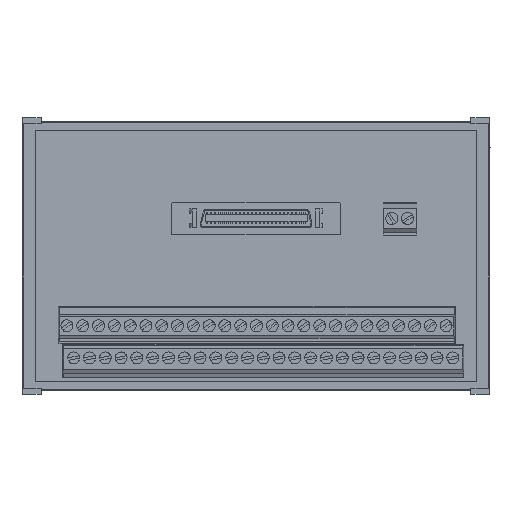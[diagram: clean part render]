
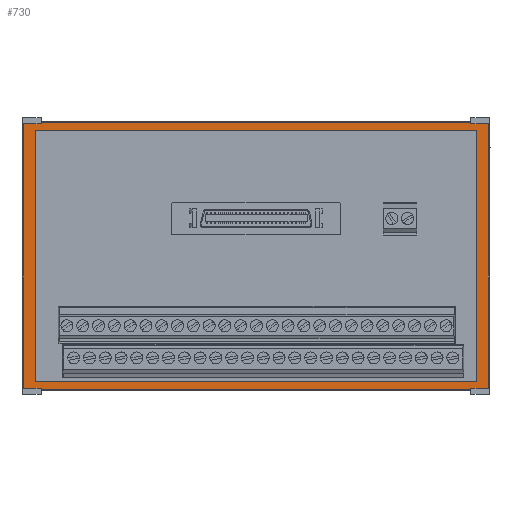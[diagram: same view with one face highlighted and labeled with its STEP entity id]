
A CAD part, top view. The second image highlights one B-rep face of the part: STEP entity #730.
In plain terms, the highlighted planar face has unit normal (0, 0, 1).
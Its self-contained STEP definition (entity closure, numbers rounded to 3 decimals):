
#84 = ORIENTED_EDGE ( 'NONE', *, *, #10601, .F. ) ;
#191 = EDGE_CURVE ( 'NONE', #40722, #17585, #24591, .T. ) ;
#222 = DIRECTION ( 'NONE',  ( 0., 1., 0. ) ) ;
#555 = EDGE_CURVE ( 'NONE', #16432, #39171, #26076, .T. ) ;
#730 = ADVANCED_FACE ( 'NONE', ( #13022, #39606 ), #38453, .T. ) ;
#783 = DIRECTION ( 'NONE',  ( 1., 0., 0. ) ) ;
#1062 = VECTOR ( 'NONE', #37321, 1000. ) ;
#1272 = EDGE_CURVE ( 'NONE', #1301, #38255, #34488, .T. ) ;
#1288 = CARTESIAN_POINT ( 'NONE',  ( 69.187, -19.99, 0. ) ) ;
#1301 = VERTEX_POINT ( 'NONE', #35675 ) ;
#1584 = EDGE_CURVE ( 'NONE', #38255, #28100, #15116, .T. ) ;
#2019 = AXIS2_PLACEMENT_3D ( 'NONE', #19248, #23287, #36451 ) ;
#2296 = CARTESIAN_POINT ( 'NONE',  ( 69.187, 58.784, 0. ) ) ;
#3825 = EDGE_CURVE ( 'NONE', #29028, #1301, #21971, .T. ) ;
#4566 = EDGE_LOOP ( 'NONE', ( #12962, #22315, #6974, #15936 ) ) ;
#4973 = DIRECTION ( 'NONE',  ( 0., -1., 0. ) ) ;
#5227 = CARTESIAN_POINT ( 'NONE',  ( 72.819, -24.003, 0. ) ) ;
#5290 = VECTOR ( 'NONE', #10167, 1000. ) ;
#5574 = VECTOR ( 'NONE', #17739, 1000. ) ;
#5613 = ORIENTED_EDGE ( 'NONE', *, *, #22113, .F. ) ;
#6482 = CARTESIAN_POINT ( 'NONE',  ( 73.2, -22.022, 0. ) ) ;
#6974 = ORIENTED_EDGE ( 'NONE', *, *, #20833, .F. ) ;
#7117 = EDGE_CURVE ( 'NONE', #39171, #8107, #39210, .T. ) ;
#7372 = EDGE_CURVE ( 'NONE', #17585, #40107, #40719, .T. ) ;
#8024 = EDGE_CURVE ( 'NONE', #16432, #27898, #23623, .T. ) ;
#8107 = VERTEX_POINT ( 'NONE', #11435 ) ;
#8681 = CARTESIAN_POINT ( 'NONE',  ( -69.187, -19.99, 0. ) ) ;
#8829 = ORIENTED_EDGE ( 'NONE', *, *, #1272, .T. ) ;
#9085 = LINE ( 'NONE', #30281, #27603 ) ;
#9604 = VECTOR ( 'NONE', #783, 1000. ) ;
#9860 = EDGE_CURVE ( 'NONE', #38001, #18516, #28966, .T. ) ;
#10090 = VECTOR ( 'NONE', #24295, 1000. ) ;
#10167 = DIRECTION ( 'NONE',  ( -1., 0., 0. ) ) ;
#10489 = CARTESIAN_POINT ( 'NONE',  ( -73.2, 60.816, 0. ) ) ;
#10601 = EDGE_CURVE ( 'NONE', #26230, #37977, #30872, .T. ) ;
#10754 = CARTESIAN_POINT ( 'NONE',  ( 67.358, -22.022, 0. ) ) ;
#11123 = DIRECTION ( 'NONE',  ( 1., 0., 0. ) ) ;
#11195 = LINE ( 'NONE', #40355, #18718 ) ;
#11435 = CARTESIAN_POINT ( 'NONE',  ( -67.358, -22.022, 0. ) ) ;
#12121 = CARTESIAN_POINT ( 'NONE',  ( -69.187, 58.784, 0. ) ) ;
#12962 = ORIENTED_EDGE ( 'NONE', *, *, #7372, .F. ) ;
#13022 = FACE_BOUND ( 'NONE', #4566, .T. ) ;
#13155 = VERTEX_POINT ( 'NONE', #1288 ) ;
#13538 = CARTESIAN_POINT ( 'NONE',  ( -73.2, -22.022, 0. ) ) ;
#13561 = CARTESIAN_POINT ( 'NONE',  ( 69.187, 58.784, 0. ) ) ;
#13845 = CARTESIAN_POINT ( 'NONE',  ( 72.819, 60.816, 0. ) ) ;
#13846 = DIRECTION ( 'NONE',  ( 0., 1., 0. ) ) ;
#14327 = EDGE_CURVE ( 'NONE', #8107, #38001, #39142, .T. ) ;
#14604 = VECTOR ( 'NONE', #19307, 1000. ) ;
#15116 = LINE ( 'NONE', #21380, #10090 ) ;
#15936 = ORIENTED_EDGE ( 'NONE', *, *, #39247, .F. ) ;
#16071 = VECTOR ( 'NONE', #4973, 1000. ) ;
#16432 = VERTEX_POINT ( 'NONE', #35939 ) ;
#16453 = ORIENTED_EDGE ( 'NONE', *, *, #8024, .F. ) ;
#16745 = EDGE_LOOP ( 'NONE', ( #8829, #37527, #39234, #16453, #18074, #17222, #26479, #28637, #5613, #84, #32845, #27462 ) ) ;
#17222 = ORIENTED_EDGE ( 'NONE', *, *, #7117, .T. ) ;
#17313 = CARTESIAN_POINT ( 'NONE',  ( -67.358, -22.352, 0. ) ) ;
#17585 = VERTEX_POINT ( 'NONE', #32469 ) ;
#17739 = DIRECTION ( 'NONE',  ( 0., 1., 0. ) ) ;
#18074 = ORIENTED_EDGE ( 'NONE', *, *, #555, .T. ) ;
#18516 = VERTEX_POINT ( 'NONE', #23440 ) ;
#18645 = CARTESIAN_POINT ( 'NONE',  ( 67.358, 61.146, 0. ) ) ;
#18718 = VECTOR ( 'NONE', #40223, 1000. ) ;
#18894 = CARTESIAN_POINT ( 'NONE',  ( -67.358, 62.797, 0. ) ) ;
#19248 = CARTESIAN_POINT ( 'NONE',  ( -73.2, -24.003, 0. ) ) ;
#19307 = DIRECTION ( 'NONE',  ( 0., 1., 0. ) ) ;
#20833 = EDGE_CURVE ( 'NONE', #13155, #40722, #29322, .T. ) ;
#21220 = CARTESIAN_POINT ( 'NONE',  ( 72.819, -22.022, 0. ) ) ;
#21380 = CARTESIAN_POINT ( 'NONE',  ( -67.358, 61.146, 0. ) ) ;
#21404 = DIRECTION ( 'NONE',  ( 1., 0., 0. ) ) ;
#21554 = CARTESIAN_POINT ( 'NONE',  ( -73.2, -22.352, 0. ) ) ;
#21971 = LINE ( 'NONE', #39693, #22439 ) ;
#22081 = CARTESIAN_POINT ( 'NONE',  ( -72.819, -24.003, 0. ) ) ;
#22113 = EDGE_CURVE ( 'NONE', #37977, #18516, #11195, .T. ) ;
#22174 = VECTOR ( 'NONE', #23197, 1000. ) ;
#22315 = ORIENTED_EDGE ( 'NONE', *, *, #191, .F. ) ;
#22439 = VECTOR ( 'NONE', #36582, 1000. ) ;
#23106 = VECTOR ( 'NONE', #27691, 1000. ) ;
#23197 = DIRECTION ( 'NONE',  ( 1., 0., 0. ) ) ;
#23287 = DIRECTION ( 'NONE',  ( 0., 0., 1. ) ) ;
#23314 = CARTESIAN_POINT ( 'NONE',  ( -72.819, -22.022, 0. ) ) ;
#23440 = CARTESIAN_POINT ( 'NONE',  ( 67.358, -22.352, 0. ) ) ;
#23623 = LINE ( 'NONE', #10489, #9604 ) ;
#23847 = VECTOR ( 'NONE', #13846, 1000. ) ;
#24295 = DIRECTION ( 'NONE',  ( -1., 0., 0. ) ) ;
#24591 = LINE ( 'NONE', #40318, #23106 ) ;
#24704 = CARTESIAN_POINT ( 'NONE',  ( -67.358, 61.146, 0. ) ) ;
#25620 = CARTESIAN_POINT ( 'NONE',  ( 67.358, 62.797, 0. ) ) ;
#26076 = LINE ( 'NONE', #22081, #26553 ) ;
#26144 = LINE ( 'NONE', #5227, #5574 ) ;
#26230 = VERTEX_POINT ( 'NONE', #21220 ) ;
#26479 = ORIENTED_EDGE ( 'NONE', *, *, #14327, .T. ) ;
#26553 = VECTOR ( 'NONE', #34515, 1000. ) ;
#27462 = ORIENTED_EDGE ( 'NONE', *, *, #3825, .T. ) ;
#27603 = VECTOR ( 'NONE', #11123, 1000. ) ;
#27691 = DIRECTION ( 'NONE',  ( -1., 0., 0. ) ) ;
#27898 = VERTEX_POINT ( 'NONE', #30019 ) ;
#28100 = VERTEX_POINT ( 'NONE', #24704 ) ;
#28637 = ORIENTED_EDGE ( 'NONE', *, *, #9860, .T. ) ;
#28966 = LINE ( 'NONE', #21554, #29961 ) ;
#29028 = VERTEX_POINT ( 'NONE', #13845 ) ;
#29322 = LINE ( 'NONE', #13561, #23847 ) ;
#29961 = VECTOR ( 'NONE', #21404, 1000. ) ;
#30019 = CARTESIAN_POINT ( 'NONE',  ( -67.358, 60.816, 0. ) ) ;
#30281 = CARTESIAN_POINT ( 'NONE',  ( -69.187, -19.99, 0. ) ) ;
#30872 = LINE ( 'NONE', #6482, #5290 ) ;
#32332 = EDGE_CURVE ( 'NONE', #27898, #28100, #39707, .T. ) ;
#32469 = CARTESIAN_POINT ( 'NONE',  ( -69.187, 58.784, 0. ) ) ;
#32845 = ORIENTED_EDGE ( 'NONE', *, *, #38799, .T. ) ;
#34488 = LINE ( 'NONE', #25620, #35493 ) ;
#34515 = DIRECTION ( 'NONE',  ( 0., -1., 0. ) ) ;
#35493 = VECTOR ( 'NONE', #222, 1000. ) ;
#35675 = CARTESIAN_POINT ( 'NONE',  ( 67.358, 60.816, 0. ) ) ;
#35939 = CARTESIAN_POINT ( 'NONE',  ( -72.819, 60.816, 0. ) ) ;
#36451 = DIRECTION ( 'NONE',  ( 1., 0., 0. ) ) ;
#36582 = DIRECTION ( 'NONE',  ( -1., 0., 0. ) ) ;
#37321 = DIRECTION ( 'NONE',  ( 0., -1., 0. ) ) ;
#37527 = ORIENTED_EDGE ( 'NONE', *, *, #1584, .T. ) ;
#37977 = VERTEX_POINT ( 'NONE', #10754 ) ;
#38001 = VERTEX_POINT ( 'NONE', #17313 ) ;
#38255 = VERTEX_POINT ( 'NONE', #18645 ) ;
#38453 = PLANE ( 'NONE',  #2019 ) ;
#38799 = EDGE_CURVE ( 'NONE', #26230, #29028, #26144, .T. ) ;
#39142 = LINE ( 'NONE', #40198, #16071 ) ;
#39171 = VERTEX_POINT ( 'NONE', #23314 ) ;
#39210 = LINE ( 'NONE', #13538, #22174 ) ;
#39234 = ORIENTED_EDGE ( 'NONE', *, *, #32332, .F. ) ;
#39247 = EDGE_CURVE ( 'NONE', #40107, #13155, #9085, .T. ) ;
#39606 = FACE_OUTER_BOUND ( 'NONE', #16745, .T. ) ;
#39693 = CARTESIAN_POINT ( 'NONE',  ( 73.2, 60.816, 0. ) ) ;
#39707 = LINE ( 'NONE', #18894, #14604 ) ;
#40107 = VERTEX_POINT ( 'NONE', #8681 ) ;
#40198 = CARTESIAN_POINT ( 'NONE',  ( -67.358, -24.003, 0. ) ) ;
#40223 = DIRECTION ( 'NONE',  ( 0., -1., 0. ) ) ;
#40318 = CARTESIAN_POINT ( 'NONE',  ( -69.187, 58.784, 0. ) ) ;
#40355 = CARTESIAN_POINT ( 'NONE',  ( 67.358, -24.003, 0. ) ) ;
#40719 = LINE ( 'NONE', #12121, #1062 ) ;
#40722 = VERTEX_POINT ( 'NONE', #2296 ) ;
